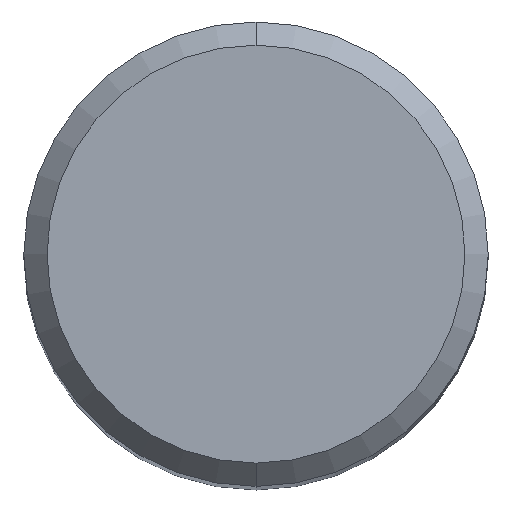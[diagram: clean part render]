
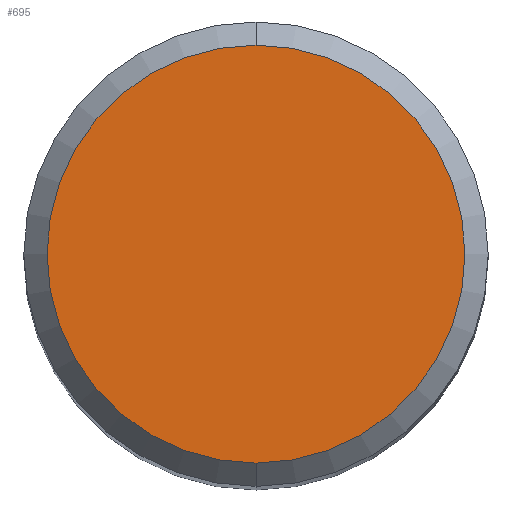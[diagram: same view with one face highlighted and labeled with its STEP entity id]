
A CAD part, top view. The second image highlights one B-rep face of the part: STEP entity #695.
In plain terms, the highlighted planar face has unit normal (0, 0, 1).
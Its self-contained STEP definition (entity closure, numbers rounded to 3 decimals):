
#401=VERTEX_POINT('',#1021);
#517=EDGE_CURVE('',#737,#401,#1149,.T.);
#695=ADVANCED_FACE('',(#1342),#1343,.T.);
#737=VERTEX_POINT('',#1389);
#793=EDGE_CURVE('',#401,#737,#1448,.T.);
#1021=CARTESIAN_POINT('',(0.0,4.5,0.0));
#1149=CIRCLE('',#3158,4.5);
#1342=FACE_OUTER_BOUND('',#3808,.T.);
#1343=PLANE('',#3809);
#1389=CARTESIAN_POINT('',(0.,-4.5,0.0));
#1448=CIRCLE('',#4653,4.5);
#3158=AXIS2_PLACEMENT_3D('',#5834,#5835,#5836);
#3808=EDGE_LOOP('',(#6019,#6020));
#3809=AXIS2_PLACEMENT_3D('',#6021,#6022,#6023);
#4653=AXIS2_PLACEMENT_3D('',#6118,#6119,#6120);
#5834=CARTESIAN_POINT('',(0.0,0.0,0.0));
#5835=DIRECTION('',(0.0,0.0,-1.0));
#5836=DIRECTION('',(0.0,1.0,0.0));
#6019=ORIENTED_EDGE('',*,*,#793,.F.);
#6020=ORIENTED_EDGE('',*,*,#517,.F.);
#6021=CARTESIAN_POINT('',(0.0,2.25,0.0));
#6022=DIRECTION('',(-0.0,0.0,1.0));
#6023=DIRECTION('',(0.0,-1.0,0.0));
#6118=CARTESIAN_POINT('',(0.0,0.0,0.0));
#6119=DIRECTION('',(0.0,0.0,-1.0));
#6120=DIRECTION('',(0.0,1.0,0.0));
